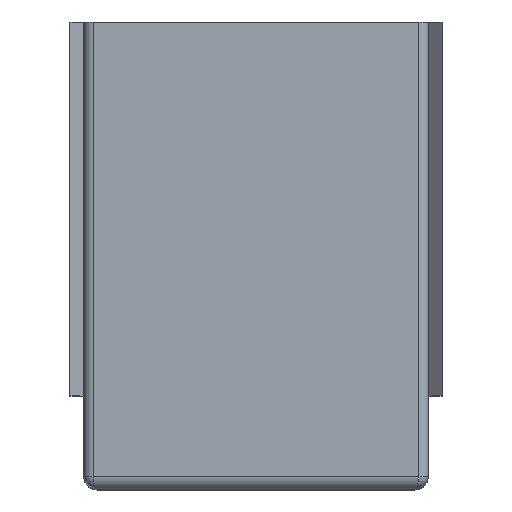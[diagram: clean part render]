
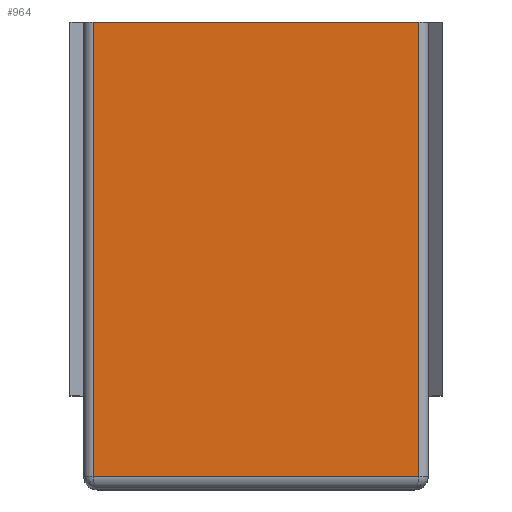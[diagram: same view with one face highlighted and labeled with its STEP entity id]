
A CAD part, top view. The second image highlights one B-rep face of the part: STEP entity #964.
In plain terms, the highlighted planar face has unit normal (0, 0, 1).
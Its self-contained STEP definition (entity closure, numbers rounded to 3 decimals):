
#196=VERTEX_POINT('',#1344);
#199=VERTEX_POINT('',#1349);
#202=VERTEX_POINT('',#1634);
#205=VERTEX_POINT('',#1679);
#290=VECTOR('',#1114,1.);
#291=VECTOR('',#1121,1.);
#300=VECTOR('',#1146,1.);
#318=VECTOR('',#1228,1.);
#366=LINE('',#1350,#290);
#367=LINE('',#1680,#291);
#376=LINE('',#2028,#300);
#394=LINE('',#2109,#318);
#444=EDGE_CURVE('',#199,#196,#366,.T.);
#451=EDGE_CURVE('',#205,#202,#367,.T.);
#470=EDGE_CURVE('',#205,#196,#376,.T.);
#508=EDGE_CURVE('',#202,#199,#394,.T.);
#730=ORIENTED_EDGE('',*,*,#444,.F.);
#731=ORIENTED_EDGE('',*,*,#508,.F.);
#732=ORIENTED_EDGE('',*,*,#451,.F.);
#733=ORIENTED_EDGE('',*,*,#470,.T.);
#826=EDGE_LOOP('',(#730,#731,#732,#733));
#908=FACE_BOUND('',#826,.T.);
#964=ADVANCED_FACE('',(#908),#2157,.T.);
#1044=AXIS2_PLACEMENT_3D('',#2124,#1246,$);
#1114=DIRECTION('',(0.,1.,0.));
#1121=DIRECTION('',(0.,-1.,0.));
#1146=DIRECTION('',(-1.,0.,0.));
#1228=DIRECTION('',(-1.,0.,0.));
#1246=DIRECTION('',(0.,0.,1.));
#1344=CARTESIAN_POINT('',(-16.5,45.,17.5));
#1349=CARTESIAN_POINT('',(-16.5,-1.15,17.5));
#1350=CARTESIAN_POINT('',(-16.5,0.,17.5));
#1634=CARTESIAN_POINT('',(16.5,-1.15,17.5));
#1679=CARTESIAN_POINT('',(16.5,45.,17.5));
#1680=CARTESIAN_POINT('',(16.5,0.,17.5));
#2028=CARTESIAN_POINT('',(17.5,45.,17.5));
#2109=CARTESIAN_POINT('',(0.,-1.15,17.5));
#2124=CARTESIAN_POINT('',(0.,0.,17.5));
#2157=PLANE('',#1044);
